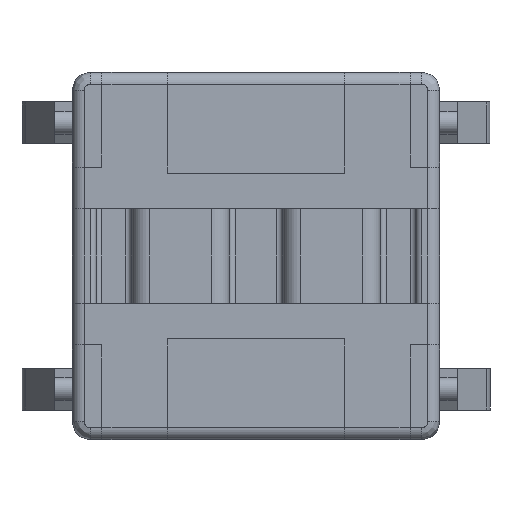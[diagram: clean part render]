
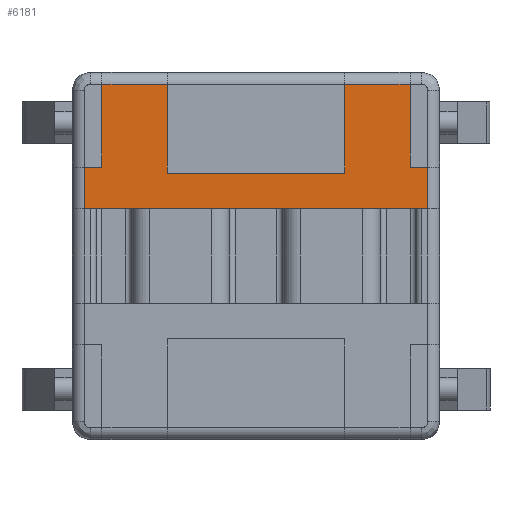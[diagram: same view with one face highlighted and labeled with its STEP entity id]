
A CAD part, front view. The second image highlights one B-rep face of the part: STEP entity #6181.
In plain terms, the highlighted planar face has unit normal (0, -1, 0).
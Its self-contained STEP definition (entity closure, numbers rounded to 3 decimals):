
#15 = LINE ( 'NONE', #2352, #3697 ) ;
#228 = EDGE_CURVE ( 'NONE', #822, #12264, #15, .T. ) ;
#343 = LINE ( 'NONE', #11789, #5579 ) ;
#393 = EDGE_CURVE ( 'NONE', #10392, #822, #2220, .T. ) ;
#822 = VERTEX_POINT ( 'NONE', #10612 ) ;
#1157 = ORIENTED_EDGE ( 'NONE', *, *, #2434, .T. ) ;
#1168 = CARTESIAN_POINT ( 'NONE',  ( -1.5, 0., 2.9 ) ) ;
#1365 = CARTESIAN_POINT ( 'NONE',  ( 2.8, 0., 2.8 ) ) ;
#1383 = EDGE_CURVE ( 'NONE', #12264, #12188, #5745, .T. ) ;
#1548 = DIRECTION ( 'NONE',  ( 1., 0., 0. ) ) ;
#1608 = EDGE_CURVE ( 'NONE', #10928, #12188, #7131, .T. ) ;
#1693 = CARTESIAN_POINT ( 'NONE',  ( 2.8, 0., 2.9 ) ) ;
#1711 = ORIENTED_EDGE ( 'NONE', *, *, #7721, .T. ) ;
#1718 = VERTEX_POINT ( 'NONE', #1989 ) ;
#1755 = EDGE_CURVE ( 'NONE', #10945, #10392, #343, .T. ) ;
#1775 = VERTEX_POINT ( 'NONE', #1168 ) ;
#1814 = DIRECTION ( 'NONE',  ( 0., 0., -1. ) ) ;
#1850 = DIRECTION ( 'NONE',  ( 0., 0., 1. ) ) ;
#1852 = CARTESIAN_POINT ( 'NONE',  ( 2.9, 0., 1.5 ) ) ;
#1989 = CARTESIAN_POINT ( 'NONE',  ( -2.6, 0., 1.5 ) ) ;
#1999 = CARTESIAN_POINT ( 'NONE',  ( -2.9, 0., 2.8 ) ) ;
#2065 = DIRECTION ( 'NONE',  ( -1., 0., 0. ) ) ;
#2220 = LINE ( 'NONE', #12756, #12742 ) ;
#2346 = ORIENTED_EDGE ( 'NONE', *, *, #11814, .T. ) ;
#2352 = CARTESIAN_POINT ( 'NONE',  ( 2.8, 0., 2.9 ) ) ;
#2357 = LINE ( 'NONE', #9295, #8510 ) ;
#2408 = CARTESIAN_POINT ( 'NONE',  ( -2.6, 0., 2.9 ) ) ;
#2434 = EDGE_CURVE ( 'NONE', #11835, #8009, #7579, .T. ) ;
#2656 = CARTESIAN_POINT ( 'NONE',  ( 2.9, 0., 2.8 ) ) ;
#2659 = ORIENTED_EDGE ( 'NONE', *, *, #4647, .T. ) ;
#2704 = ORIENTED_EDGE ( 'NONE', *, *, #228, .T. ) ;
#2712 = CARTESIAN_POINT ( 'NONE',  ( -1.5, 0., 2.8 ) ) ;
#2916 = LINE ( 'NONE', #2712, #7859 ) ;
#3303 = VECTOR ( 'NONE', #1814, 1000. ) ;
#3697 = VECTOR ( 'NONE', #10320, 1000. ) ;
#3828 = ORIENTED_EDGE ( 'NONE', *, *, #1608, .F. ) ;
#4260 = DIRECTION ( 'NONE',  ( 0., -1., 0. ) ) ;
#4331 = EDGE_CURVE ( 'NONE', #1775, #9986, #4689, .T. ) ;
#4536 = ORIENTED_EDGE ( 'NONE', *, *, #11213, .T. ) ;
#4571 = DIRECTION ( 'NONE',  ( -1., 0., 0. ) ) ;
#4576 = EDGE_CURVE ( 'NONE', #1718, #5659, #9913, .T. ) ;
#4647 = EDGE_CURVE ( 'NONE', #5659, #11835, #11168, .T. ) ;
#4689 = LINE ( 'NONE', #1693, #5782 ) ;
#4968 = CARTESIAN_POINT ( 'NONE',  ( -1.5, 0., 1.4 ) ) ;
#5576 = VECTOR ( 'NONE', #9334, 1000. ) ;
#5579 = VECTOR ( 'NONE', #7973, 1000. ) ;
#5659 = VERTEX_POINT ( 'NONE', #9695 ) ;
#5745 = LINE ( 'NONE', #7308, #5576 ) ;
#5782 = VECTOR ( 'NONE', #2065, 1000. ) ;
#6181 = ADVANCED_FACE ( 'NONE', ( #9140 ), #9321, .T. ) ;
#6304 = DIRECTION ( 'NONE',  ( 0., 0., -1. ) ) ;
#6366 = VECTOR ( 'NONE', #6747, 1000. ) ;
#6747 = DIRECTION ( 'NONE',  ( 1., 0., 0. ) ) ;
#6794 = CARTESIAN_POINT ( 'NONE',  ( 1.5, 0., 1.4 ) ) ;
#6829 = LINE ( 'NONE', #2656, #9721 ) ;
#7091 = ORIENTED_EDGE ( 'NONE', *, *, #393, .T. ) ;
#7131 = LINE ( 'NONE', #6794, #6366 ) ;
#7308 = CARTESIAN_POINT ( 'NONE',  ( 1.5, 0., 2.8 ) ) ;
#7419 = VECTOR ( 'NONE', #1548, 1000. ) ;
#7545 = CARTESIAN_POINT ( 'NONE',  ( 2.8, 0., 0.8 ) ) ;
#7579 = LINE ( 'NONE', #7545, #7419 ) ;
#7692 = CARTESIAN_POINT ( 'NONE',  ( 1.5, 0., 1.4 ) ) ;
#7721 = EDGE_CURVE ( 'NONE', #9986, #1718, #2357, .T. ) ;
#7787 = CARTESIAN_POINT ( 'NONE',  ( 1.5, 0., 2.9 ) ) ;
#7859 = VECTOR ( 'NONE', #1850, 1000. ) ;
#7973 = DIRECTION ( 'NONE',  ( -1., 0., 0. ) ) ;
#8009 = VERTEX_POINT ( 'NONE', #10243 ) ;
#8128 = ORIENTED_EDGE ( 'NONE', *, *, #1755, .T. ) ;
#8510 = VECTOR ( 'NONE', #9551, 1000. ) ;
#8532 = VECTOR ( 'NONE', #4571, 1000. ) ;
#8683 = AXIS2_PLACEMENT_3D ( 'NONE', #1365, #4260, #6304 ) ;
#8869 = ORIENTED_EDGE ( 'NONE', *, *, #1383, .T. ) ;
#9140 = FACE_OUTER_BOUND ( 'NONE', #12239, .T. ) ;
#9295 = CARTESIAN_POINT ( 'NONE',  ( -2.6, 0., 2.8 ) ) ;
#9321 = PLANE ( 'NONE',  #8683 ) ;
#9334 = DIRECTION ( 'NONE',  ( 0., 0., -1. ) ) ;
#9343 = ORIENTED_EDGE ( 'NONE', *, *, #4331, .T. ) ;
#9551 = DIRECTION ( 'NONE',  ( 0., 0., -1. ) ) ;
#9695 = CARTESIAN_POINT ( 'NONE',  ( -2.9, 0., 1.5 ) ) ;
#9721 = VECTOR ( 'NONE', #12436, 1000. ) ;
#9766 = DIRECTION ( 'NONE',  ( 0., 0., 1. ) ) ;
#9913 = LINE ( 'NONE', #10545, #8532 ) ;
#9986 = VERTEX_POINT ( 'NONE', #2408 ) ;
#10243 = CARTESIAN_POINT ( 'NONE',  ( 2.9, 0., 0.8 ) ) ;
#10320 = DIRECTION ( 'NONE',  ( -1., 0., 0. ) ) ;
#10392 = VERTEX_POINT ( 'NONE', #11904 ) ;
#10476 = ORIENTED_EDGE ( 'NONE', *, *, #4576, .T. ) ;
#10545 = CARTESIAN_POINT ( 'NONE',  ( 2.8, 0., 1.5 ) ) ;
#10612 = CARTESIAN_POINT ( 'NONE',  ( 2.6, 0., 2.9 ) ) ;
#10768 = CARTESIAN_POINT ( 'NONE',  ( -2.9, 0., 0.8 ) ) ;
#10928 = VERTEX_POINT ( 'NONE', #4968 ) ;
#10945 = VERTEX_POINT ( 'NONE', #1852 ) ;
#11168 = LINE ( 'NONE', #1999, #3303 ) ;
#11213 = EDGE_CURVE ( 'NONE', #8009, #10945, #6829, .T. ) ;
#11789 = CARTESIAN_POINT ( 'NONE',  ( 2.8, 0., 1.5 ) ) ;
#11814 = EDGE_CURVE ( 'NONE', #10928, #1775, #2916, .T. ) ;
#11835 = VERTEX_POINT ( 'NONE', #10768 ) ;
#11904 = CARTESIAN_POINT ( 'NONE',  ( 2.6, 0., 1.5 ) ) ;
#12188 = VERTEX_POINT ( 'NONE', #7692 ) ;
#12239 = EDGE_LOOP ( 'NONE', ( #8128, #7091, #2704, #8869, #3828, #2346, #9343, #1711, #10476, #2659, #1157, #4536 ) ) ;
#12264 = VERTEX_POINT ( 'NONE', #7787 ) ;
#12436 = DIRECTION ( 'NONE',  ( 0., 0., 1. ) ) ;
#12742 = VECTOR ( 'NONE', #9766, 1000. ) ;
#12756 = CARTESIAN_POINT ( 'NONE',  ( 2.6, 0., 2.8 ) ) ;
